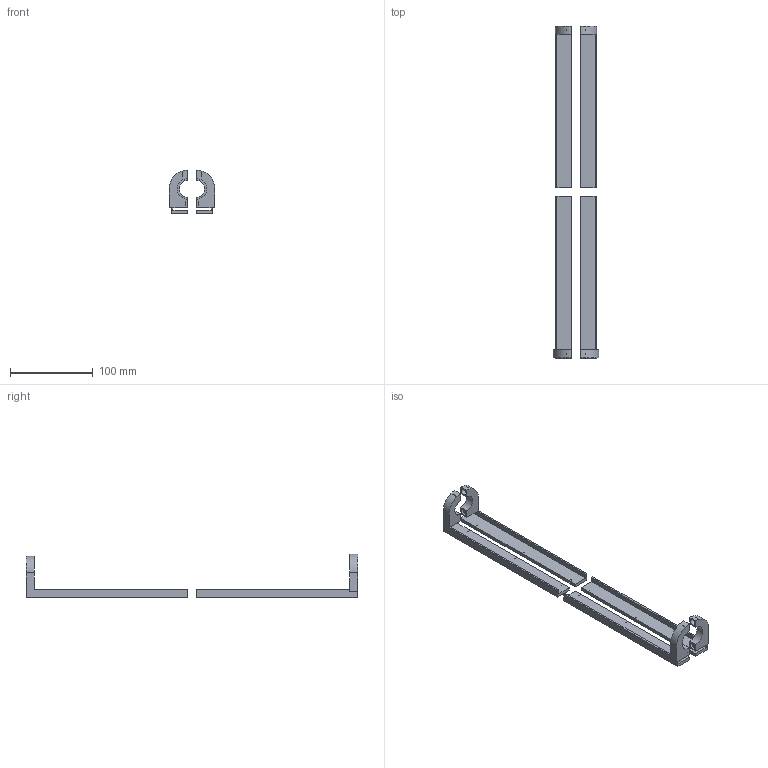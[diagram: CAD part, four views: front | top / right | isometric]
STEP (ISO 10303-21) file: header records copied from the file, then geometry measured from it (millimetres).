
FILE_DESCRIPTION(/* description */ (''),/* implementation_level */ '2;1');
FILE_NAME(/* name */ 'Armrest.step',/* time_stamp */ '2025-07-31T23:17:34-04:00',/* author */ (''),/* organization */ (''),/* preprocessor_version */ 'ST-DEVELOPER v20.1',/* originating_system */ 'Autodesk Translation Framework v14.10.0.0',/* authorisation */ '');
FILE_SCHEMA (('AUTOMOTIVE_DESIGN { 1 0 10303 214 3 1 1 }'));
Length unit declared in the file: millimetre
Products named in the file (1): Armrest
Bounding box: 55.07 x 400 x 52.5 mm (x, y, z)
Volume: 93593 mm3; surface area: 58653.9 mm2
Topology: 4 solids, 4 shells, 100 faces, 220 edges, 146 vertices
Faces by surface type: plane 72, cylinder 28
Full cylindrical faces by diameter (mm): 3.18 x12, 7.94 x8
Entity records: 2790 total; most frequent: DIRECTION 478, CARTESIAN_POINT 477, ORIENTED_EDGE 440, EDGE_CURVE 220, LINE 160, VECTOR 160, AXIS2_PLACEMENT_3D 159, VERTEX_POINT 146
